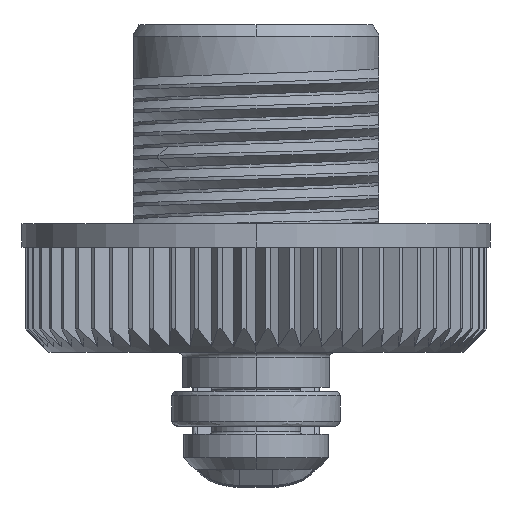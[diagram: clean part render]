
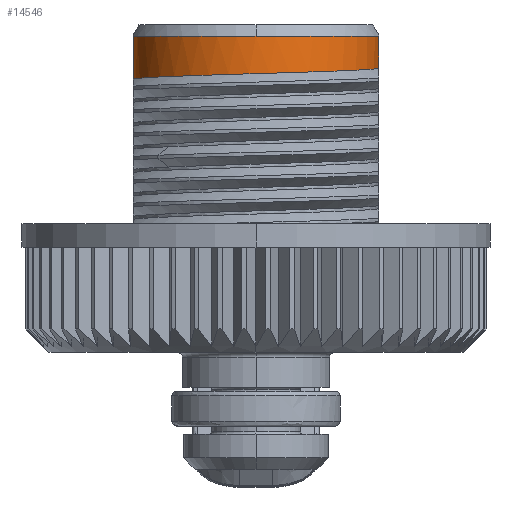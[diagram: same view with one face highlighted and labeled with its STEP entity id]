
A CAD part, left-side view. The second image highlights one B-rep face of the part: STEP entity #14546.
In plain terms, the highlighted cylindrical face has radius 5.3 mm (diameter 10.6 mm), a partial arc.
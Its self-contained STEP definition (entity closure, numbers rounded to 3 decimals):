
#1887=CARTESIAN_POINT('',(0.,0.,13.5));
#1888=DIRECTION('',(0.,0.,1.));
#1889=DIRECTION('',(-0.137,0.991,0.));
#1890=AXIS2_PLACEMENT_3D('',#1887,#1888,#1889);
#1892=CARTESIAN_POINT('',(0.,0.,13.5));
#1893=DIRECTION('',(0.,0.,1.));
#1894=DIRECTION('',(-1.,0.,0.));
#1895=AXIS2_PLACEMENT_3D('',#1892,#1893,#1894);
#1897=DIRECTION('',(0.,0.,1.));
#1898=VECTOR('',#1897,1.359);
#1899=CARTESIAN_POINT('',(-0.726,-5.25,12.141));
#1900=LINE('',#1899,#1898);
#1901=CARTESIAN_POINT('',(-0.726,-5.25,12.141));
#1902=CARTESIAN_POINT('',(-1.021,-5.209,
12.132));
#1903=CARTESIAN_POINT('',(-1.605,-5.078,
12.114));
#1904=CARTESIAN_POINT('',(-2.434,-4.736,
12.087));
#1905=CARTESIAN_POINT('',(-3.194,-4.261,
12.061));
#1906=CARTESIAN_POINT('',(-3.864,-3.664,
12.034));
#1907=CARTESIAN_POINT('',(-4.424,-2.964,
12.007));
#1908=CARTESIAN_POINT('',(-4.859,-2.179,
11.98));
#1909=CARTESIAN_POINT('',(-5.156,-1.333,
11.953));
#1910=CARTESIAN_POINT('',(-5.306,-0.448,
11.926));
#1911=CARTESIAN_POINT('',(-5.306,0.448,
11.9));
#1912=CARTESIAN_POINT('',(-5.156,1.333,11.873));
#1913=CARTESIAN_POINT('',(-4.859,2.179,11.846));
#1914=CARTESIAN_POINT('',(-4.424,2.964,11.819));
#1915=CARTESIAN_POINT('',(-3.864,3.664,11.792));
#1916=CARTESIAN_POINT('',(-3.194,4.261,11.765));
#1917=CARTESIAN_POINT('',(-2.434,4.736,11.739));
#1918=CARTESIAN_POINT('',(-1.605,5.078,11.712));
#1919=CARTESIAN_POINT('',(-1.021,5.209,11.694));
#1920=CARTESIAN_POINT('',(-0.726,5.25,11.685));
#1922=DIRECTION('',(0.,0.,1.));
#1923=VECTOR('',#1922,1.815);
#1924=CARTESIAN_POINT('',(-0.726,5.25,11.685));
#1925=LINE('',#1924,#1923);
#11335=CARTESIAN_POINT('',(-5.3,0.,
13.5));
#11336=VERTEX_POINT('',#11335);
#11497=CARTESIAN_POINT('',(-0.726,5.25,11.685));
#11498=CARTESIAN_POINT('',(-0.726,5.25,13.5));
#11499=VERTEX_POINT('',#11497);
#11500=VERTEX_POINT('',#11498);
#11513=CARTESIAN_POINT('',(-0.726,-5.25,12.141));
#11514=CARTESIAN_POINT('',(-0.726,-5.25,13.5));
#11515=VERTEX_POINT('',#11513);
#11516=VERTEX_POINT('',#11514);
#14532=CARTESIAN_POINT('',(0.,0.,5.5));
#14533=DIRECTION('',(0.,0.,1.));
#14534=DIRECTION('',(1.,0.,0.));
#14535=AXIS2_PLACEMENT_3D('',#14532,#14533,#14534);
#14536=CYLINDRICAL_SURFACE('',#14535,5.3);
#14538=ORIENTED_EDGE('',*,*,#14537,.T.);
#14539=ORIENTED_EDGE('',*,*,#14520,.T.);
#14540=ORIENTED_EDGE('',*,*,#13279,.F.);
#14542=ORIENTED_EDGE('',*,*,#14541,.T.);
#14543=ORIENTED_EDGE('',*,*,#13663,.T.);
#14544=EDGE_LOOP('',(#14538,#14539,#14540,#14542,#14543));
#14545=FACE_OUTER_BOUND('',#14544,.F.);
#1891=CIRCLE('',#1890,5.3);
#1896=CIRCLE('',#1895,5.3);
#1921=B_SPLINE_CURVE_WITH_KNOTS('',3,(#1901,#1902,#1903,#1904,#1905,#1906,#1907,
#1908,#1909,#1910,#1911,#1912,#1913,#1914,#1915,#1916,#1917,#1918,#1919,#1920),
.UNSPECIFIED.,.F.,.F.,(4,1,1,1,1,1,1,1,1,1,1,1,1,1,1,1,1,4),(0.,
0.059,0.118,0.176,0.235,
0.294,0.353,0.412,0.471,
0.529,0.588,0.647,0.706,
0.765,0.824,0.882,0.941,1.),
.UNSPECIFIED.);
#13279=EDGE_CURVE('',#11515,#11516,#1900,.T.);
#13663=EDGE_CURVE('',#11499,#11500,#1925,.T.);
#14520=EDGE_CURVE('',#11336,#11516,#1896,.T.);
#14537=EDGE_CURVE('',#11500,#11336,#1891,.T.);
#14541=EDGE_CURVE('',#11515,#11499,#1921,.T.);
#14546=ADVANCED_FACE('',(#14545),#14536,.T.);
